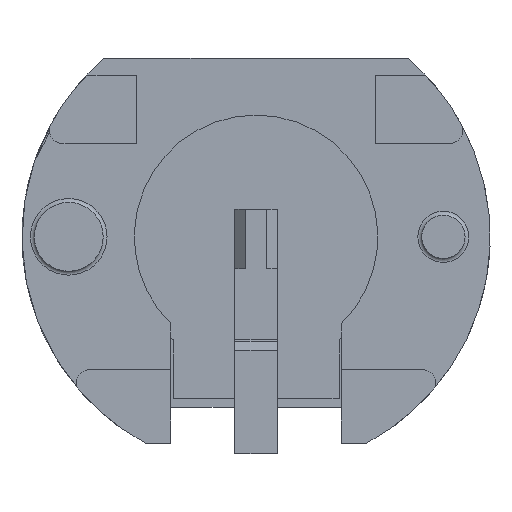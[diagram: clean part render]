
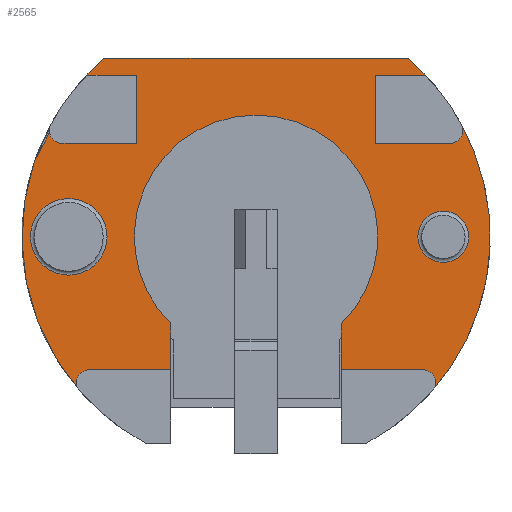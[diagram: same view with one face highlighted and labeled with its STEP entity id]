
A CAD part, front view. The second image highlights one B-rep face of the part: STEP entity #2565.
In plain terms, the highlighted planar face has unit normal (0, -1, 0).
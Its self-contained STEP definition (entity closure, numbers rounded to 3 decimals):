
#98=LINE('',#3600,#254);
#101=LINE('',#3606,#257);
#106=LINE('',#3617,#262);
#108=LINE('',#3621,#264);
#129=LINE('',#3680,#285);
#134=LINE('',#3698,#290);
#137=LINE('',#3704,#293);
#143=LINE('',#3725,#299);
#146=LINE('',#3731,#302);
#169=LINE('',#3791,#325);
#198=LINE('',#3886,#354);
#254=VECTOR('',#2914,1000.);
#257=VECTOR('',#2919,1000.);
#262=VECTOR('',#2926,1000.);
#264=VECTOR('',#2930,1000.);
#285=VECTOR('',#2977,1000.);
#290=VECTOR('',#2996,1000.);
#293=VECTOR('',#3001,1000.);
#299=VECTOR('',#3021,1000.);
#302=VECTOR('',#3026,1000.);
#325=VECTOR('',#3079,1000.);
#354=VECTOR('',#3192,1000.);
#405=PLANE('',#2732);
#820=ORIENTED_EDGE('',*,*,#1111,.F.);
#821=ORIENTED_EDGE('',*,*,#1109,.F.);
#822=ORIENTED_EDGE('',*,*,#1142,.F.);
#823=ORIENTED_EDGE('',*,*,#1107,.T.);
#824=ORIENTED_EDGE('',*,*,#1105,.T.);
#825=ORIENTED_EDGE('',*,*,#1145,.T.);
#826=ORIENTED_EDGE('',*,*,#1176,.F.);
#827=ORIENTED_EDGE('',*,*,#1239,.F.);
#828=ORIENTED_EDGE('',*,*,#1181,.F.);
#829=ORIENTED_EDGE('',*,*,#1148,.T.);
#830=ORIENTED_EDGE('',*,*,#1100,.T.);
#831=ORIENTED_EDGE('',*,*,#1097,.T.);
#832=ORIENTED_EDGE('',*,*,#1151,.F.);
#833=ORIENTED_EDGE('',*,*,#1179,.F.);
#834=ORIENTED_EDGE('',*,*,#1155,.F.);
#835=ORIENTED_EDGE('',*,*,#1158,.T.);
#836=ORIENTED_EDGE('',*,*,#1194,.F.);
#837=ORIENTED_EDGE('',*,*,#1240,.F.);
#838=ORIENTED_EDGE('',*,*,#1161,.F.);
#839=ORIENTED_EDGE('',*,*,#1136,.T.);
#840=ORIENTED_EDGE('',*,*,#1139,.F.);
#841=ORIENTED_EDGE('',*,*,#1172,.F.);
#1097=EDGE_CURVE('',#1340,#1339,#98,.T.);
#1100=EDGE_CURVE('',#1342,#1340,#101,.T.);
#1105=EDGE_CURVE('',#1344,#1346,#106,.T.);
#1107=EDGE_CURVE('',#1348,#1344,#108,.T.);
#1109=EDGE_CURVE('',#1349,#1349,#1467,.F.);
#1111=EDGE_CURVE('',#1351,#1351,#1469,.F.);
#1136=EDGE_CURVE('',#1370,#1372,#129,.T.);
#1139=EDGE_CURVE('',#1374,#1372,#1476,.T.);
#1142=EDGE_CURVE('',#1348,#1376,#1478,.T.);
#1145=EDGE_CURVE('',#1346,#1378,#134,.T.);
#1148=EDGE_CURVE('',#1379,#1342,#137,.T.);
#1151=EDGE_CURVE('',#1382,#1339,#1480,.T.);
#1155=EDGE_CURVE('',#1386,#1384,#1482,.T.);
#1158=EDGE_CURVE('',#1386,#1388,#143,.T.);
#1161=EDGE_CURVE('',#1370,#1391,#146,.T.);
#1172=EDGE_CURVE('',#1376,#1374,#1484,.T.);
#1176=EDGE_CURVE('',#1400,#1378,#1487,.T.);
#1179=EDGE_CURVE('',#1384,#1382,#1489,.T.);
#1181=EDGE_CURVE('',#1379,#1403,#1491,.T.);
#1194=EDGE_CURVE('',#1412,#1388,#169,.T.);
#1239=EDGE_CURVE('',#1403,#1400,#198,.T.);
#1240=EDGE_CURVE('',#1391,#1412,#1507,.T.);
#1339=VERTEX_POINT('',#3599);
#1340=VERTEX_POINT('',#3601);
#1342=VERTEX_POINT('',#3607);
#1344=VERTEX_POINT('',#3612);
#1346=VERTEX_POINT('',#3616);
#1348=VERTEX_POINT('',#3622);
#1349=VERTEX_POINT('',#3626);
#1351=VERTEX_POINT('',#3631);
#1370=VERTEX_POINT('',#3675);
#1372=VERTEX_POINT('',#3679);
#1374=VERTEX_POINT('',#3685);
#1376=VERTEX_POINT('',#3690);
#1378=VERTEX_POINT('',#3697);
#1379=VERTEX_POINT('',#3701);
#1382=VERTEX_POINT('',#3709);
#1384=VERTEX_POINT('',#3714);
#1386=VERTEX_POINT('',#3718);
#1388=VERTEX_POINT('',#3724);
#1391=VERTEX_POINT('',#3732);
#1400=VERTEX_POINT('',#3757);
#1403=VERTEX_POINT('',#3767);
#1412=VERTEX_POINT('',#3790);
#1467=CIRCLE('',#2648,0.3);
#1469=CIRCLE('',#2651,0.45);
#1476=CIRCLE('',#2662,0.15);
#1478=CIRCLE('',#2665,0.15);
#1480=CIRCLE('',#2670,0.15);
#1482=CIRCLE('',#2673,0.15);
#1484=CIRCLE('',#2679,2.75);
#1487=CIRCLE('',#2682,2.75);
#1489=CIRCLE('',#2685,2.75);
#1491=CIRCLE('',#2687,2.75);
#1507=CIRCLE('',#2733,1.43);
#1604=EDGE_LOOP('',(#820));
#1605=EDGE_LOOP('',(#821));
#1606=EDGE_LOOP('',(#822,#823,#824,#825,#826,#827,#828,#829,#830,#831,#832,
#833,#834,#835,#836,#837,#838,#839,#840,#841));
#1722=FACE_BOUND('',#1604,.T.);
#1723=FACE_BOUND('',#1605,.T.);
#1724=FACE_BOUND('',#1606,.T.);
#2565=ADVANCED_FACE('',(#1722,#1723,#1724),#405,.F.);
#2648=AXIS2_PLACEMENT_3D('',#3625,#2934,#2935);
#2651=AXIS2_PLACEMENT_3D('',#3630,#2940,#2941);
#2662=AXIS2_PLACEMENT_3D('',#3686,#2983,#2984);
#2665=AXIS2_PLACEMENT_3D('',#3692,#2990,#2991);
#2670=AXIS2_PLACEMENT_3D('',#3710,#3007,#3008);
#2673=AXIS2_PLACEMENT_3D('',#3719,#3015,#3016);
#2679=AXIS2_PLACEMENT_3D('',#3752,#3042,#3043);
#2682=AXIS2_PLACEMENT_3D('',#3758,#3049,#3050);
#2685=AXIS2_PLACEMENT_3D('',#3764,#3056,#3057);
#2687=AXIS2_PLACEMENT_3D('',#3766,#3060,#3061);
#2732=AXIS2_PLACEMENT_3D('',#3885,#3190,#3191);
#2733=AXIS2_PLACEMENT_3D('',#3887,#3193,#3194);
#2914=DIRECTION('',(-1.,0.,0.));
#2919=DIRECTION('',(0.,0.,-1.));
#2926=DIRECTION('',(0.,0.,1.));
#2930=DIRECTION('',(-1.,0.,0.));
#2934=DIRECTION('',(0.,1.,0.));
#2935=DIRECTION('',(0.,0.,1.));
#2940=DIRECTION('',(0.,1.,0.));
#2941=DIRECTION('',(0.,0.,1.));
#2977=DIRECTION('',(1.,0.,0.));
#2983=DIRECTION('',(0.,-1.,0.));
#2984=DIRECTION('',(1.,0.,0.));
#2990=DIRECTION('',(0.,-1.,0.));
#2991=DIRECTION('',(0.,0.,-1.));
#2996=DIRECTION('',(1.,0.,0.));
#3001=DIRECTION('',(1.,0.,0.));
#3007=DIRECTION('',(0.,-1.,0.));
#3008=DIRECTION('',(-1.,0.,0.));
#3015=DIRECTION('',(0.,-1.,0.));
#3016=DIRECTION('',(-1.,0.,0.));
#3021=DIRECTION('',(1.,0.,0.));
#3026=DIRECTION('',(0.,0.,1.));
#3042=DIRECTION('',(0.,1.,0.));
#3043=DIRECTION('',(0.877,0.,0.481));
#3049=DIRECTION('',(0.,1.,0.));
#3050=DIRECTION('',(0.646,0.,0.764));
#3056=DIRECTION('',(0.,1.,0.));
#3057=DIRECTION('',(-0.753,0.,-0.658));
#3060=DIRECTION('',(0.,1.,0.));
#3061=DIRECTION('',(-0.723,0.,0.691));
#3079=DIRECTION('',(0.,0.,-1.));
#3190=DIRECTION('',(0.,1.,0.));
#3191=DIRECTION('',(-1.,0.,0.));
#3192=DIRECTION('',(1.,0.,0.));
#3193=DIRECTION('',(0.,-1.,0.));
#3194=DIRECTION('',(-1.,0.,0.));
#3599=CARTESIAN_POINT('',(-2.28,-2.62,0.65));
#3600=CARTESIAN_POINT('',(0.,-2.62,0.65));
#3601=CARTESIAN_POINT('',(-1.402,-2.62,0.65));
#3606=CARTESIAN_POINT('',(-1.402,-2.62,1.45));
#3607=CARTESIAN_POINT('',(-1.402,-2.62,1.45));
#3612=CARTESIAN_POINT('',(1.398,-2.62,0.65));
#3616=CARTESIAN_POINT('',(1.398,-2.62,1.45));
#3617=CARTESIAN_POINT('',(1.398,-2.62,0.65));
#3621=CARTESIAN_POINT('',(0.,-2.62,0.65));
#3622=CARTESIAN_POINT('',(2.28,-2.62,0.65));
#3625=CARTESIAN_POINT('',(2.2,-2.62,-0.45));
#3626=CARTESIAN_POINT('',(2.2,-2.62,-0.15));
#3630=CARTESIAN_POINT('',(-2.2,-2.62,-0.45));
#3631=CARTESIAN_POINT('',(-2.2,-2.62,0.));
#3675=CARTESIAN_POINT('',(1.,-2.62,-2.01));
#3679=CARTESIAN_POINT('',(1.959,-2.62,-2.01));
#3680=CARTESIAN_POINT('',(0.,-2.62,-2.01));
#3685=CARTESIAN_POINT('',(2.072,-2.62,-2.259));
#3686=CARTESIAN_POINT('',(1.959,-2.62,-2.16));
#3690=CARTESIAN_POINT('',(2.411,-2.62,0.872));
#3692=CARTESIAN_POINT('',(2.28,-2.62,0.8));
#3697=CARTESIAN_POINT('',(1.988,-2.62,1.45));
#3698=CARTESIAN_POINT('',(0.,-2.62,1.45));
#3701=CARTESIAN_POINT('',(-1.988,-2.62,1.45));
#3704=CARTESIAN_POINT('',(-1.988,-2.62,1.45));
#3709=CARTESIAN_POINT('',(-2.411,-2.62,0.872));
#3710=CARTESIAN_POINT('',(-2.28,-2.62,0.8));
#3714=CARTESIAN_POINT('',(-2.072,-2.62,-2.259));
#3718=CARTESIAN_POINT('',(-1.959,-2.62,-2.01));
#3719=CARTESIAN_POINT('',(-1.959,-2.62,-2.16));
#3724=CARTESIAN_POINT('',(-1.,-2.62,-2.01));
#3725=CARTESIAN_POINT('',(-1.959,-2.62,-2.01));
#3731=CARTESIAN_POINT('',(1.,-2.62,4.47));
#3732=CARTESIAN_POINT('',(1.,-2.62,-1.472));
#3752=CARTESIAN_POINT('',(0.,-2.62,-0.45));
#3757=CARTESIAN_POINT('',(1.776,-2.62,1.65));
#3758=CARTESIAN_POINT('',(0.,-2.62,-0.45));
#3764=CARTESIAN_POINT('',(0.,-2.62,-0.45));
#3766=CARTESIAN_POINT('',(0.,-2.62,-0.45));
#3767=CARTESIAN_POINT('',(-1.776,-2.62,1.65));
#3790=CARTESIAN_POINT('',(-1.,-2.62,-1.472));
#3791=CARTESIAN_POINT('',(-1.,-2.62,4.47));
#3885=CARTESIAN_POINT('',(0.,-2.62,-0.304));
#3886=CARTESIAN_POINT('',(-1.776,-2.62,1.65));
#3887=CARTESIAN_POINT('',(0.,-2.62,-0.45));
